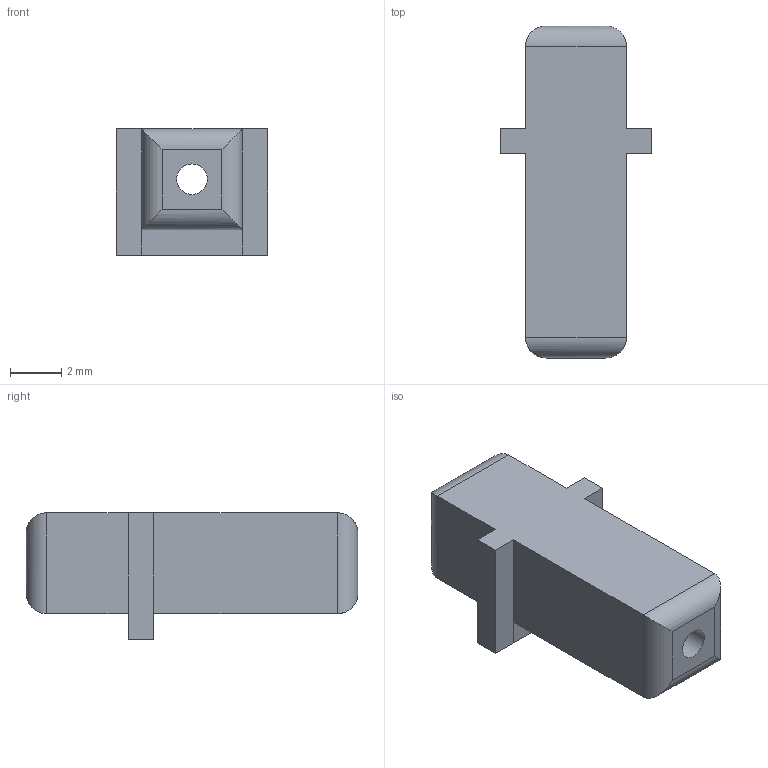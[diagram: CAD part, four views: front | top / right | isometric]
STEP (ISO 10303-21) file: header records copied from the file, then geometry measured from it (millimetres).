
FILE_DESCRIPTION(/* description */ ('','CAx-IF Rec.Pracs.---Representation and Presentation of Product Manufacturing Information (PMI)---4.0---2014-10-13'),/* implementation_level */ '2;1');
FILE_NAME(/* name */ 'Insert.step',/* time_stamp */ '2025-01-06T14:41:38+01:00',/* author */ (''),/* organization */ (''),/* preprocessor_version */ 'ST-DEVELOPER v20',/* originating_system */ 'Autodesk Translation Framework v13.20.0.188',/* authorisation */ '');
FILE_SCHEMA (('AP242_MANAGED_MODEL_BASED_3D_ENGINEERING_MIM_LF { 1 0 10303 442 1 1 4 }'));
Length unit declared in the file: millimetre
Products named in the file (1): FusionComponent
Bounding box: 5.95 x 13 x 4.95 mm (x, y, z)
Volume: 198 mm3; surface area: 305.5 mm2
Topology: 1 solids, 1 shells, 25 faces, 59 edges, 36 vertices
Faces by surface type: plane 16, cylinder 9
Full cylindrical faces by diameter (mm): 1.2 x1
Entity records: 747 total; most frequent: DIRECTION 121, CARTESIAN_POINT 121, ORIENTED_EDGE 118, EDGE_CURVE 59, LINE 49, VECTOR 49, VERTEX_POINT 36, AXIS2_PLACEMENT_3D 36
